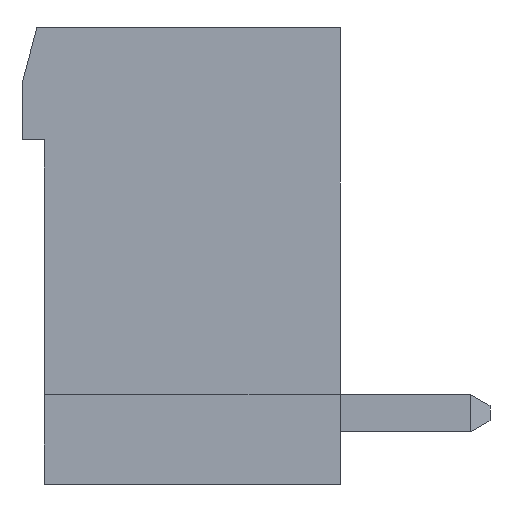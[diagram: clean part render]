
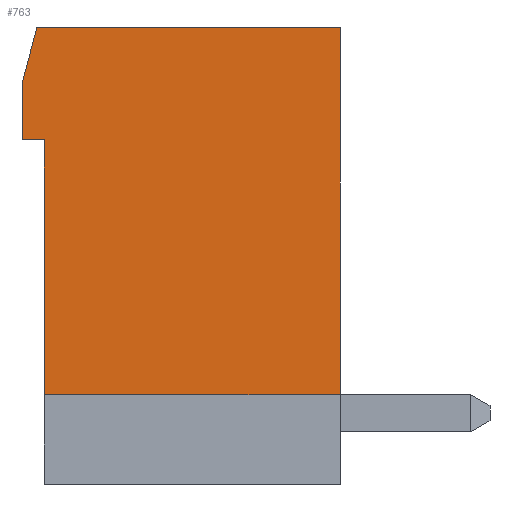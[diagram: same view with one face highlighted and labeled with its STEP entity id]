
A CAD part, front view. The second image highlights one B-rep face of the part: STEP entity #763.
In plain terms, the highlighted planar face has unit normal (0, -1, 0).
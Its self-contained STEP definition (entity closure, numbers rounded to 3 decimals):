
#763 = ADVANCED_FACE( '', ( #1910 ), #1911, .F. );
#1910 = FACE_OUTER_BOUND( '', #3462, .T. );
#1911 = PLANE( '', #3463 );
#3462 = EDGE_LOOP( '', ( #5682, #5683, #5684, #5685, #5686, #5687, #5688 ) );
#3463 = AXIS2_PLACEMENT_3D( '', #5689, #5690, #5691 );
#5682 = ORIENTED_EDGE( '', *, *, #9741, .T. );
#5683 = ORIENTED_EDGE( '', *, *, #9742, .T. );
#5684 = ORIENTED_EDGE( '', *, *, #9743, .T. );
#5685 = ORIENTED_EDGE( '', *, *, #9744, .T. );
#5686 = ORIENTED_EDGE( '', *, *, #9219, .T. );
#5687 = ORIENTED_EDGE( '', *, *, #9438, .T. );
#5688 = ORIENTED_EDGE( '', *, *, #9470, .T. );
#5689 = CARTESIAN_POINT( '', ( -8.6, -44.72, -3. ) );
#5690 = DIRECTION( '', ( 0., 1., 0. ) );
#5691 = DIRECTION( '', ( 0., 0., -1. ) );
#9219 = EDGE_CURVE( '', #11041, #11039, #11042, .T. );
#9438 = EDGE_CURVE( '', #11039, #11435, #11437, .T. );
#9470 = EDGE_CURVE( '', #11435, #11491, #11493, .T. );
#9741 = EDGE_CURVE( '', #11491, #11919, #11920, .T. );
#9742 = EDGE_CURVE( '', #11919, #11921, #11922, .T. );
#9743 = EDGE_CURVE( '', #11921, #11923, #11924, .T. );
#9744 = EDGE_CURVE( '', #11923, #11041, #11925, .T. );
#11039 = VERTEX_POINT( '', #13651 );
#11041 = VERTEX_POINT( '', #13654 );
#11042 = LINE( '', #13655, #13656 );
#11435 = VERTEX_POINT( '', #14225 );
#11437 = LINE( '', #14228, #14229 );
#11491 = VERTEX_POINT( '', #14304 );
#11493 = LINE( '', #14307, #14308 );
#11919 = VERTEX_POINT( '', #14939 );
#11920 = LINE( '', #14940, #14941 );
#11921 = VERTEX_POINT( '', #14942 );
#11922 = LINE( '', #14943, #14944 );
#11923 = VERTEX_POINT( '', #14945 );
#11924 = LINE( '', #14946, #14947 );
#11925 = LINE( '', #14948, #14949 );
#13651 = CARTESIAN_POINT( '', ( -8.5, -44.72, -1.493 ) );
#13654 = CARTESIAN_POINT( '', ( -8.1, -44.72, 0. ) );
#13655 = CARTESIAN_POINT( '', ( -8.5, -44.72, -1.493 ) );
#13656 = VECTOR( '', #17242, 1000. );
#14225 = CARTESIAN_POINT( '', ( -8.5, -44.72, -3. ) );
#14228 = CARTESIAN_POINT( '', ( -8.5, -44.72, -3. ) );
#14229 = VECTOR( '', #17450, 1000. );
#14304 = CARTESIAN_POINT( '', ( -7.9, -44.72, -3. ) );
#14307 = CARTESIAN_POINT( '', ( -8.1, -44.72, -3. ) );
#14308 = VECTOR( '', #17482, 1000. );
#14939 = CARTESIAN_POINT( '', ( -7.9, -44.72, -9.8 ) );
#14940 = CARTESIAN_POINT( '', ( -7.9, -44.72, -9.8 ) );
#14941 = VECTOR( '', #17709, 1000. );
#14942 = CARTESIAN_POINT( '', ( 0., -44.72, -9.8 ) );
#14943 = CARTESIAN_POINT( '', ( 0., -44.72, -9.8 ) );
#14944 = VECTOR( '', #17710, 1000. );
#14945 = CARTESIAN_POINT( '', ( 0., -44.72, 0. ) );
#14946 = CARTESIAN_POINT( '', ( 0., -44.72, 0. ) );
#14947 = VECTOR( '', #17711, 1000. );
#14948 = CARTESIAN_POINT( '', ( -8.2, -44.72, 0. ) );
#14949 = VECTOR( '', #17712, 1000. );
#17242 = DIRECTION( '', ( -0.259, 0., -0.966 ) );
#17450 = DIRECTION( '', ( 0., 0., -1. ) );
#17482 = DIRECTION( '', ( 1., 0., 0. ) );
#17709 = DIRECTION( '', ( 0., 0., -1. ) );
#17710 = DIRECTION( '', ( 1., 0., 0. ) );
#17711 = DIRECTION( '', ( 0., 0., 1. ) );
#17712 = DIRECTION( '', ( -1., 0., 0. ) );
